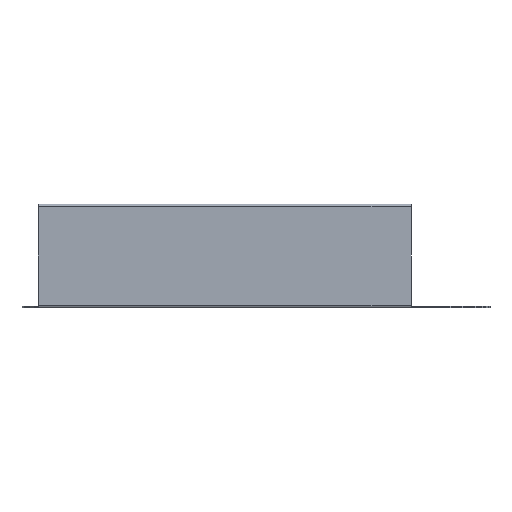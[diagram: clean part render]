
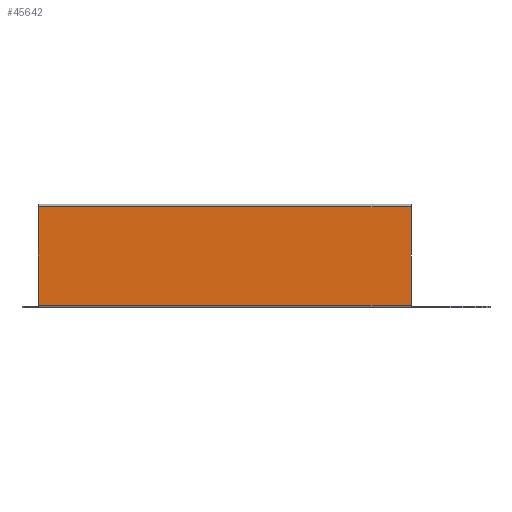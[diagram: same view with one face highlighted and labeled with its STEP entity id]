
A CAD part, front view. The second image highlights one B-rep face of the part: STEP entity #45642.
In plain terms, the highlighted planar face has unit normal (0, -1, 0).
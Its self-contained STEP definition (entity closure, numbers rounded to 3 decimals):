
#170 = PLANE('',#171);
#171 = AXIS2_PLACEMENT_3D('',#172,#173,#174);
#172 = CARTESIAN_POINT('',(17.684,0.,111.));
#173 = DIRECTION('',(1.,0.,0.));
#174 = DIRECTION('',(0.,0.,1.));
#249 = PLANE('',#250);
#250 = AXIS2_PLACEMENT_3D('',#251,#252,#253);
#251 = CARTESIAN_POINT('',(415.684,0.,111.));
#252 = DIRECTION('',(1.,0.,0.));
#253 = DIRECTION('',(0.,0.,1.));
#275 = CYLINDRICAL_SURFACE('',#276,3.);
#276 = AXIS2_PLACEMENT_3D('',#277,#278,#279);
#277 = CARTESIAN_POINT('',(17.684,0.,108.));
#278 = DIRECTION('',(1.,0.,0.));
#279 = DIRECTION('',(0.,-1.,0.));
#42261 = VERTEX_POINT('',#42262);
#42262 = CARTESIAN_POINT('',(17.684,-3.,108.));
#42288 = EDGE_CURVE('',#42289,#42261,#42291,.T.);
#42289 = VERTEX_POINT('',#42290);
#42290 = CARTESIAN_POINT('',(17.684,-3.,3.));
#42291 = SURFACE_CURVE('',#42292,(#42296,#42303),.PCURVE_S1.);
#42292 = LINE('',#42293,#42294);
#42293 = CARTESIAN_POINT('',(17.684,-3.,3.));
#42294 = VECTOR('',#42295,1.);
#42295 = DIRECTION('',(0.,0.,1.));
#42296 = PCURVE('',#170,#42297);
#42297 = DEFINITIONAL_REPRESENTATION('',(#42298),#42302);
#42298 = LINE('',#42299,#42300);
#42299 = CARTESIAN_POINT('',(-108.,3.));
#42300 = VECTOR('',#42301,1.);
#42301 = DIRECTION('',(1.,0.));
#42302 = ( GEOMETRIC_REPRESENTATION_CONTEXT(2) 
PARAMETRIC_REPRESENTATION_CONTEXT() REPRESENTATION_CONTEXT('2D SPACE',''
  ) );
#42303 = PCURVE('',#42304,#42309);
#42304 = PLANE('',#42305);
#42305 = AXIS2_PLACEMENT_3D('',#42306,#42307,#42308);
#42306 = CARTESIAN_POINT('',(17.684,-3.,3.));
#42307 = DIRECTION('',(0.,1.,0.));
#42308 = DIRECTION('',(1.,0.,0.));
#42309 = DEFINITIONAL_REPRESENTATION('',(#42310),#42314);
#42310 = LINE('',#42311,#42312);
#42311 = CARTESIAN_POINT('',(0.,0.));
#42312 = VECTOR('',#42313,1.);
#42313 = DIRECTION('',(0.,-1.));
#42314 = ( GEOMETRIC_REPRESENTATION_CONTEXT(2) 
PARAMETRIC_REPRESENTATION_CONTEXT() REPRESENTATION_CONTEXT('2D SPACE',''
  ) );
#42337 = CYLINDRICAL_SURFACE('',#42338,3.);
#42338 = AXIS2_PLACEMENT_3D('',#42339,#42340,#42341);
#42339 = CARTESIAN_POINT('',(17.684,0.,3.));
#42340 = DIRECTION('',(1.,0.,0.));
#42341 = DIRECTION('',(0.,0.,-1.));
#42526 = VERTEX_POINT('',#42527);
#42527 = CARTESIAN_POINT('',(415.684,-3.,108.));
#42553 = EDGE_CURVE('',#42261,#42526,#42554,.T.);
#42554 = SURFACE_CURVE('',#42555,(#42559,#42566),.PCURVE_S1.);
#42555 = LINE('',#42556,#42557);
#42556 = CARTESIAN_POINT('',(17.684,-3.,108.));
#42557 = VECTOR('',#42558,1.);
#42558 = DIRECTION('',(1.,0.,0.));
#42559 = PCURVE('',#275,#42560);
#42560 = DEFINITIONAL_REPRESENTATION('',(#42561),#42565);
#42561 = LINE('',#42562,#42563);
#42562 = CARTESIAN_POINT('',(-0.,0.));
#42563 = VECTOR('',#42564,1.);
#42564 = DIRECTION('',(-0.,1.));
#42565 = ( GEOMETRIC_REPRESENTATION_CONTEXT(2) 
PARAMETRIC_REPRESENTATION_CONTEXT() REPRESENTATION_CONTEXT('2D SPACE',''
  ) );
#42566 = PCURVE('',#42304,#42567);
#42567 = DEFINITIONAL_REPRESENTATION('',(#42568),#42572);
#42568 = LINE('',#42569,#42570);
#42569 = CARTESIAN_POINT('',(0.,-105.));
#42570 = VECTOR('',#42571,1.);
#42571 = DIRECTION('',(1.,0.));
#42572 = ( GEOMETRIC_REPRESENTATION_CONTEXT(2) 
PARAMETRIC_REPRESENTATION_CONTEXT() REPRESENTATION_CONTEXT('2D SPACE',''
  ) );
#42579 = EDGE_CURVE('',#42580,#42526,#42582,.T.);
#42580 = VERTEX_POINT('',#42581);
#42581 = CARTESIAN_POINT('',(415.684,-3.,3.));
#42582 = SURFACE_CURVE('',#42583,(#42587,#42594),.PCURVE_S1.);
#42583 = LINE('',#42584,#42585);
#42584 = CARTESIAN_POINT('',(415.684,-3.,3.));
#42585 = VECTOR('',#42586,1.);
#42586 = DIRECTION('',(0.,0.,1.));
#42587 = PCURVE('',#249,#42588);
#42588 = DEFINITIONAL_REPRESENTATION('',(#42589),#42593);
#42589 = LINE('',#42590,#42591);
#42590 = CARTESIAN_POINT('',(-108.,3.));
#42591 = VECTOR('',#42592,1.);
#42592 = DIRECTION('',(1.,0.));
#42593 = ( GEOMETRIC_REPRESENTATION_CONTEXT(2) 
PARAMETRIC_REPRESENTATION_CONTEXT() REPRESENTATION_CONTEXT('2D SPACE',''
  ) );
#42594 = PCURVE('',#42304,#42595);
#42595 = DEFINITIONAL_REPRESENTATION('',(#42596),#42600);
#42596 = LINE('',#42597,#42598);
#42597 = CARTESIAN_POINT('',(398.,0.));
#42598 = VECTOR('',#42599,1.);
#42599 = DIRECTION('',(0.,-1.));
#42600 = ( GEOMETRIC_REPRESENTATION_CONTEXT(2) 
PARAMETRIC_REPRESENTATION_CONTEXT() REPRESENTATION_CONTEXT('2D SPACE',''
  ) );
#45642 = ADVANCED_FACE('',(#45643),#42304,.F.);
#45643 = FACE_BOUND('',#45644,.F.);
#45644 = EDGE_LOOP('',(#45645,#45646,#45647,#45648));
#45645 = ORIENTED_EDGE('',*,*,#42288,.T.);
#45646 = ORIENTED_EDGE('',*,*,#42553,.T.);
#45647 = ORIENTED_EDGE('',*,*,#42579,.F.);
#45648 = ORIENTED_EDGE('',*,*,#45649,.F.);
#45649 = EDGE_CURVE('',#42289,#42580,#45650,.T.);
#45650 = SURFACE_CURVE('',#45651,(#45655,#45662),.PCURVE_S1.);
#45651 = LINE('',#45652,#45653);
#45652 = CARTESIAN_POINT('',(17.684,-3.,3.));
#45653 = VECTOR('',#45654,1.);
#45654 = DIRECTION('',(1.,0.,0.));
#45655 = PCURVE('',#42304,#45656);
#45656 = DEFINITIONAL_REPRESENTATION('',(#45657),#45661);
#45657 = LINE('',#45658,#45659);
#45658 = CARTESIAN_POINT('',(0.,0.));
#45659 = VECTOR('',#45660,1.);
#45660 = DIRECTION('',(1.,0.));
#45661 = ( GEOMETRIC_REPRESENTATION_CONTEXT(2) 
PARAMETRIC_REPRESENTATION_CONTEXT() REPRESENTATION_CONTEXT('2D SPACE',''
  ) );
#45662 = PCURVE('',#42337,#45663);
#45663 = DEFINITIONAL_REPRESENTATION('',(#45664),#45668);
#45664 = LINE('',#45665,#45666);
#45665 = CARTESIAN_POINT('',(-1.571,0.));
#45666 = VECTOR('',#45667,1.);
#45667 = DIRECTION('',(-0.,1.));
#45668 = ( GEOMETRIC_REPRESENTATION_CONTEXT(2) 
PARAMETRIC_REPRESENTATION_CONTEXT() REPRESENTATION_CONTEXT('2D SPACE',''
  ) );
